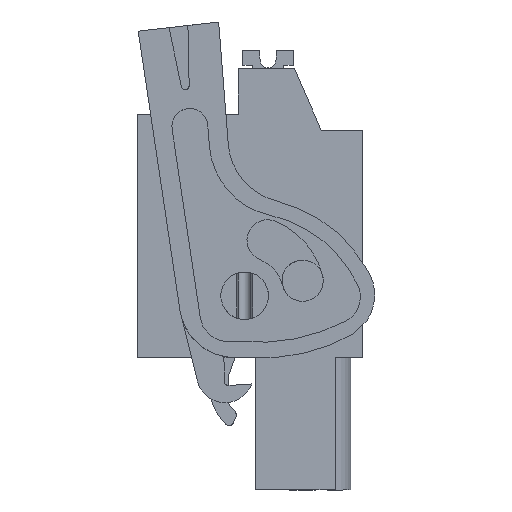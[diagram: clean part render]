
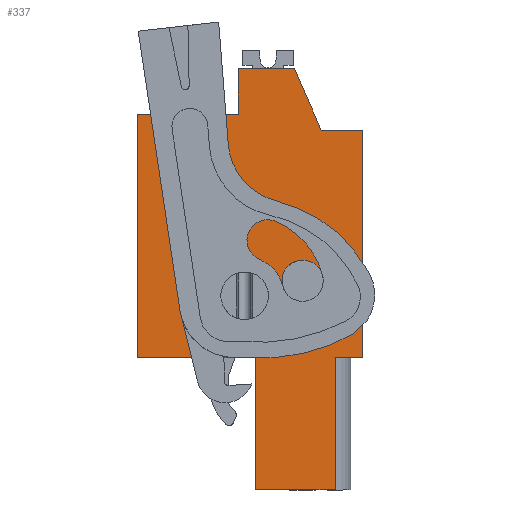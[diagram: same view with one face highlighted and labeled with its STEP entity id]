
A CAD part, left-side view. The second image highlights one B-rep face of the part: STEP entity #337.
In plain terms, the highlighted planar face has unit normal (-1, 0, 0).
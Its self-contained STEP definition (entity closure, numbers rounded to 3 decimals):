
#217=AXIS2_PLACEMENT_3D('Plane Axis2P3D',#214,#215,#216) ;
#303=AXIS2_PLACEMENT_3D('Circle Axis2P3D',#301,#302,$) ;
#312=AXIS2_PLACEMENT_3D('Circle Axis2P3D',#310,#311,$) ;
#321=AXIS2_PLACEMENT_3D('Circle Axis2P3D',#319,#320,$) ;
#330=AXIS2_PLACEMENT_3D('Circle Axis2P3D',#328,#329,$) ;
#42=CARTESIAN_POINT('Vertex',(4.85,8.618,26.59)) ;
#45=CARTESIAN_POINT('Line Origine',(4.85,6.843,26.59)) ;
#49=CARTESIAN_POINT('Vertex',(4.85,5.068,26.59)) ;
#159=CARTESIAN_POINT('Vertex',(4.85,8.618,23.69)) ;
#162=CARTESIAN_POINT('Line Origine',(4.85,8.618,25.14)) ;
#214=CARTESIAN_POINT('Axis2P3D Location',(4.85,7.568,8.35)) ;
#219=CARTESIAN_POINT('Line Origine',(4.85,2.493,4.175)) ;
#223=CARTESIAN_POINT('Vertex',(4.85,2.493,8.35)) ;
#225=CARTESIAN_POINT('Vertex',(4.85,2.493,0.)) ;
#228=CARTESIAN_POINT('Line Origine',(4.85,1.63,8.35)) ;
#232=CARTESIAN_POINT('Vertex',(4.85,0.768,8.35)) ;
#235=CARTESIAN_POINT('Line Origine',(4.85,0.768,15.52)) ;
#239=CARTESIAN_POINT('Vertex',(4.85,0.768,22.69)) ;
#242=CARTESIAN_POINT('Line Origine',(4.85,2.068,22.69)) ;
#246=CARTESIAN_POINT('Vertex',(4.85,3.368,22.69)) ;
#249=CARTESIAN_POINT('Line Origine',(4.85,4.218,24.64)) ;
#254=CARTESIAN_POINT('Line Origine',(4.85,11.793,23.69)) ;
#258=CARTESIAN_POINT('Vertex',(4.85,14.968,23.69)) ;
#261=CARTESIAN_POINT('Line Origine',(4.85,14.968,16.02)) ;
#265=CARTESIAN_POINT('Vertex',(4.85,14.968,8.35)) ;
#268=CARTESIAN_POINT('Line Origine',(4.85,11.253,8.35)) ;
#272=CARTESIAN_POINT('Vertex',(4.85,7.539,8.35)) ;
#275=CARTESIAN_POINT('Line Origine',(4.85,7.539,4.175)) ;
#279=CARTESIAN_POINT('Vertex',(4.85,7.539,0.)) ;
#282=CARTESIAN_POINT('Line Origine',(4.85,5.016,0.)) ;
#301=CARTESIAN_POINT('Axis2P3D Location',(4.85,8.204,12.25)) ;
#305=CARTESIAN_POINT('Vertex',(4.85,8.204,10.75)) ;
#307=CARTESIAN_POINT('Vertex',(4.85,8.204,13.75)) ;
#310=CARTESIAN_POINT('Axis2P3D Location',(4.85,8.204,12.25)) ;
#319=CARTESIAN_POINT('Axis2P3D Location',(4.85,4.544,13.2)) ;
#323=CARTESIAN_POINT('Vertex',(4.85,4.544,14.5)) ;
#325=CARTESIAN_POINT('Vertex',(4.85,4.544,11.9)) ;
#328=CARTESIAN_POINT('Axis2P3D Location',(4.85,4.544,13.2)) ;
#46=DIRECTION('Vector Direction',(0.,1.,0.)) ;
#163=DIRECTION('Vector Direction',(0.,0.,-1.)) ;
#215=DIRECTION('Axis2P3D Direction',(1.,0.,0.)) ;
#216=DIRECTION('Axis2P3D XDirection',(0.,1.,0.)) ;
#220=DIRECTION('Vector Direction',(0.,0.,-1.)) ;
#229=DIRECTION('Vector Direction',(0.,-1.,0.)) ;
#236=DIRECTION('Vector Direction',(0.,0.,-1.)) ;
#243=DIRECTION('Vector Direction',(0.,1.,0.)) ;
#250=DIRECTION('Vector Direction',(0.,0.4,0.917)) ;
#255=DIRECTION('Vector Direction',(0.,1.,0.)) ;
#262=DIRECTION('Vector Direction',(0.,0.,1.)) ;
#269=DIRECTION('Vector Direction',(0.,1.,0.)) ;
#276=DIRECTION('Vector Direction',(0.,0.,-1.)) ;
#283=DIRECTION('Vector Direction',(0.,1.,0.)) ;
#302=DIRECTION('Axis2P3D Direction',(1.,0.,0.)) ;
#311=DIRECTION('Axis2P3D Direction',(1.,0.,0.)) ;
#320=DIRECTION('Axis2P3D Direction',(1.,0.,0.)) ;
#329=DIRECTION('Axis2P3D Direction',(1.,0.,0.)) ;
#47=VECTOR('Line Direction',#46,1.) ;
#164=VECTOR('Line Direction',#163,1.) ;
#221=VECTOR('Line Direction',#220,1.) ;
#230=VECTOR('Line Direction',#229,1.) ;
#237=VECTOR('Line Direction',#236,1.) ;
#244=VECTOR('Line Direction',#243,1.) ;
#251=VECTOR('Line Direction',#250,1.) ;
#256=VECTOR('Line Direction',#255,1.) ;
#263=VECTOR('Line Direction',#262,1.) ;
#270=VECTOR('Line Direction',#269,1.) ;
#277=VECTOR('Line Direction',#276,1.) ;
#284=VECTOR('Line Direction',#283,1.) ;
#288=ORIENTED_EDGE('',*,*,#227,.F.) ;
#289=ORIENTED_EDGE('',*,*,#234,.F.) ;
#290=ORIENTED_EDGE('',*,*,#241,.F.) ;
#291=ORIENTED_EDGE('',*,*,#248,.T.) ;
#292=ORIENTED_EDGE('',*,*,#253,.T.) ;
#293=ORIENTED_EDGE('',*,*,#51,.T.) ;
#294=ORIENTED_EDGE('',*,*,#166,.T.) ;
#295=ORIENTED_EDGE('',*,*,#260,.T.) ;
#296=ORIENTED_EDGE('',*,*,#267,.F.) ;
#297=ORIENTED_EDGE('',*,*,#274,.F.) ;
#298=ORIENTED_EDGE('',*,*,#281,.T.) ;
#299=ORIENTED_EDGE('',*,*,#286,.F.) ;
#316=ORIENTED_EDGE('',*,*,#309,.T.) ;
#317=ORIENTED_EDGE('',*,*,#314,.T.) ;
#334=ORIENTED_EDGE('',*,*,#327,.T.) ;
#335=ORIENTED_EDGE('',*,*,#332,.T.) ;
#318=FACE_BOUND('',#315,.T.) ;
#336=FACE_BOUND('',#333,.T.) ;
#337=ADVANCED_FACE('HOUSING',(#300,#318,#336),#218,.F.) ;
#304=CIRCLE('generated circle',#303,1.5) ;
#313=CIRCLE('generated circle',#312,1.5) ;
#322=CIRCLE('generated circle',#321,1.3) ;
#331=CIRCLE('generated circle',#330,1.3) ;
#51=EDGE_CURVE('',#50,#43,#48,.T.) ;
#166=EDGE_CURVE('',#43,#160,#165,.T.) ;
#227=EDGE_CURVE('',#224,#226,#222,.T.) ;
#234=EDGE_CURVE('',#233,#224,#231,.F.) ;
#241=EDGE_CURVE('',#240,#233,#238,.T.) ;
#248=EDGE_CURVE('',#240,#247,#245,.T.) ;
#253=EDGE_CURVE('',#247,#50,#252,.T.) ;
#260=EDGE_CURVE('',#160,#259,#257,.T.) ;
#267=EDGE_CURVE('',#266,#259,#264,.T.) ;
#274=EDGE_CURVE('',#273,#266,#271,.T.) ;
#281=EDGE_CURVE('',#273,#280,#278,.T.) ;
#286=EDGE_CURVE('',#226,#280,#285,.T.) ;
#309=EDGE_CURVE('',#306,#308,#304,.T.) ;
#314=EDGE_CURVE('',#308,#306,#313,.T.) ;
#327=EDGE_CURVE('',#324,#326,#322,.T.) ;
#332=EDGE_CURVE('',#326,#324,#331,.T.) ;
#287=EDGE_LOOP('',(#288,#289,#290,#291,#292,#293,#294,#295,#296,#297,#298,#299)) ;
#315=EDGE_LOOP('',(#316,#317)) ;
#333=EDGE_LOOP('',(#334,#335)) ;
#300=FACE_OUTER_BOUND('',#287,.T.) ;
#48=LINE('Line',#45,#47) ;
#165=LINE('Line',#162,#164) ;
#222=LINE('Line',#219,#221) ;
#231=LINE('Line',#228,#230) ;
#238=LINE('Line',#235,#237) ;
#245=LINE('Line',#242,#244) ;
#252=LINE('Line',#249,#251) ;
#257=LINE('Line',#254,#256) ;
#264=LINE('Line',#261,#263) ;
#271=LINE('Line',#268,#270) ;
#278=LINE('Line',#275,#277) ;
#285=LINE('Line',#282,#284) ;
#218=PLANE('',#217) ;
#43=VERTEX_POINT('',#42) ;
#50=VERTEX_POINT('',#49) ;
#160=VERTEX_POINT('',#159) ;
#224=VERTEX_POINT('',#223) ;
#226=VERTEX_POINT('',#225) ;
#233=VERTEX_POINT('',#232) ;
#240=VERTEX_POINT('',#239) ;
#247=VERTEX_POINT('',#246) ;
#259=VERTEX_POINT('',#258) ;
#266=VERTEX_POINT('',#265) ;
#273=VERTEX_POINT('',#272) ;
#280=VERTEX_POINT('',#279) ;
#306=VERTEX_POINT('',#305) ;
#308=VERTEX_POINT('',#307) ;
#324=VERTEX_POINT('',#323) ;
#326=VERTEX_POINT('',#325) ;
